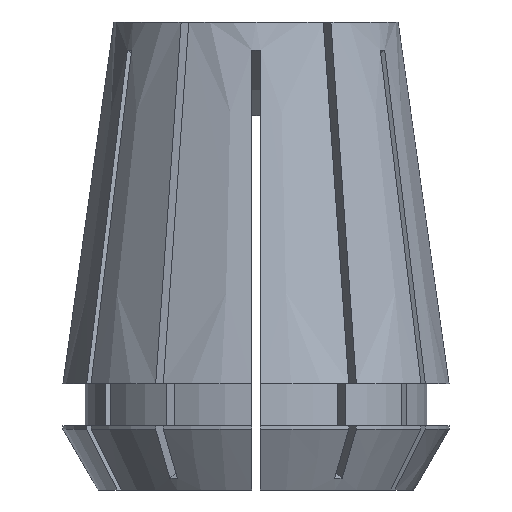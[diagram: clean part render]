
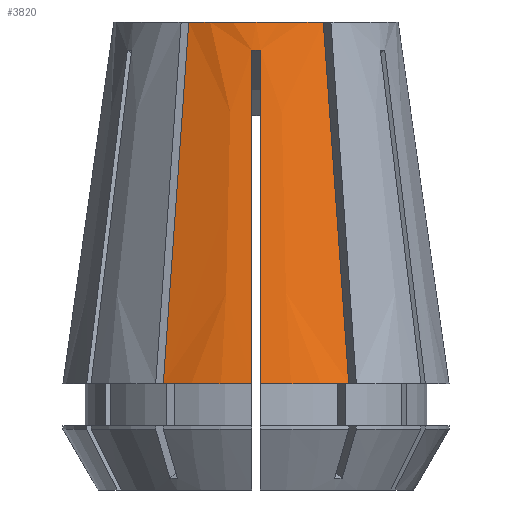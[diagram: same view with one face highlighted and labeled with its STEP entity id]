
A CAD part, front view. The second image highlights one B-rep face of the part: STEP entity #3820.
In plain terms, the highlighted conical face has half-angle 8 degrees and reference radius 16.5 mm.
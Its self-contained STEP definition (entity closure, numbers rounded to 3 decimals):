
#13 = CARTESIAN_POINT ( 'NONE',  ( 7.466, -13.681, -24.391 ) ) ;
#132 = ORIENTED_EDGE ( 'NONE', *, *, #2038, .T. ) ;
#286 = CONICAL_SURFACE ( 'NONE', #1426, 16.5, 0.14 ) ;
#310 = CARTESIAN_POINT ( 'NONE',  ( 7.237, -13.285, -21.136 ) ) ;
#626 = CARTESIAN_POINT ( 'NONE',  ( -7.695, -14.077, -27.645 ) ) ;
#655 = CIRCLE ( 'NONE', #1920, 12.158 ) ;
#665 = CARTESIAN_POINT ( 'NONE',  ( -5.751, -10.711, 0. ) ) ;
#690 = ORIENTED_EDGE ( 'NONE', *, *, #1871, .T. ) ;
#731 = EDGE_CURVE ( 'NONE', #1942, #1036, #655, .T. ) ;
#748 = CARTESIAN_POINT ( 'NONE',  ( 0., 0., -30.9 ) ) ;
#837 = B_SPLINE_CURVE_WITH_KNOTS ( 'NONE', 3,
 ( #2355, #3941, #3685, #3098 ),
 .UNSPECIFIED., .F., .F.,
 ( 4, 4 ),
 ( 0., 0.001 ),
 .UNSPECIFIED. ) ;
#884 = B_SPLINE_CURVE_WITH_KNOTS ( 'NONE', 3,
 ( #3473, #2545, #1515, #2210 ),
 .UNSPECIFIED., .F., .F.,
 ( 4, 4 ),
 ( 0.024, 0.052 ),
 .UNSPECIFIED. ) ;
#1036 = VERTEX_POINT ( 'NONE', #2562 ) ;
#1059 = DIRECTION ( 'NONE',  ( 1., 0., 0. ) ) ;
#1086 = CARTESIAN_POINT ( 'NONE',  ( 0.375, -12.49, -2.403 ) ) ;
#1099 = EDGE_CURVE ( 'NONE', #2636, #2478, #3864, .T. ) ;
#1112 = VERTEX_POINT ( 'NONE', #3661 ) ;
#1166 = ORIENTED_EDGE ( 'NONE', *, *, #2100, .F. ) ;
#1167 = B_SPLINE_CURVE_WITH_KNOTS ( 'NONE', 3,
 ( #3334, #3314, #3509, #1086 ),
 .UNSPECIFIED., .F., .F.,
 ( 4, 4 ),
 ( 0.024, 0.052 ),
 .UNSPECIFIED. ) ;
#1182 = EDGE_CURVE ( 'NONE', #1112, #3697, #884, .T. ) ;
#1335 = ORIENTED_EDGE ( 'NONE', *, *, #731, .F. ) ;
#1350 = VERTEX_POINT ( 'NONE', #3023 ) ;
#1360 = AXIS2_PLACEMENT_3D ( 'NONE', #748, #2900, #1059 ) ;
#1373 = EDGE_CURVE ( 'NONE', #2636, #1350, #1167, .T. ) ;
#1426 = AXIS2_PLACEMENT_3D ( 'NONE', #2892, #3454, #3760 ) ;
#1515 = CARTESIAN_POINT ( 'NONE',  ( -0.375, -13.825, -11.902 ) ) ;
#1590 = CARTESIAN_POINT ( 'NONE',  ( 6.742, -12.427, -14.091 ) ) ;
#1871 = EDGE_CURVE ( 'NONE', #3697, #1350, #837, .T. ) ;
#1883 = VERTEX_POINT ( 'NONE', #1891 ) ;
#1891 = CARTESIAN_POINT ( 'NONE',  ( -7.923, -14.474, -30.9 ) ) ;
#1919 = CARTESIAN_POINT ( 'NONE',  ( -7.466, -13.681, -24.391 ) ) ;
#1920 = AXIS2_PLACEMENT_3D ( 'NONE', #2207, #2527, #2229 ) ;
#1942 = VERTEX_POINT ( 'NONE', #3963 ) ;
#2035 = ORIENTED_EDGE ( 'NONE', *, *, #1373, .F. ) ;
#2038 = EDGE_CURVE ( 'NONE', #1942, #1883, #2719, .T. ) ;
#2100 = EDGE_CURVE ( 'NONE', #1036, #2478, #2368, .T. ) ;
#2130 = ORIENTED_EDGE ( 'NONE', *, *, #1099, .T. ) ;
#2158 = CARTESIAN_POINT ( 'NONE',  ( 7.695, -14.077, -27.645 ) ) ;
#2166 = EDGE_CURVE ( 'NONE', #1883, #1112, #3848, .T. ) ;
#2207 = CARTESIAN_POINT ( 'NONE',  ( 0., 0., 0. ) ) ;
#2210 = CARTESIAN_POINT ( 'NONE',  ( -0.375, -12.49, -2.403 ) ) ;
#2229 = DIRECTION ( 'NONE',  ( 1., 0., 0. ) ) ;
#2250 = EDGE_LOOP ( 'NONE', ( #1166, #1335, #132, #3466, #3056, #690, #2035, #2130 ) ) ;
#2355 = CARTESIAN_POINT ( 'NONE',  ( -0.375, -12.49, -2.403 ) ) ;
#2368 = B_SPLINE_CURVE_WITH_KNOTS ( 'NONE', 3,
 ( #3149, #2833, #1590, #310, #13, #2158, #2771 ),
 .UNSPECIFIED., .F., .F.,
 ( 4, 3, 4 ),
 ( 0., 0.021, 0.031 ),
 .UNSPECIFIED. ) ;
#2469 = CARTESIAN_POINT ( 'NONE',  ( -6.742, -12.427, -14.091 ) ) ;
#2478 = VERTEX_POINT ( 'NONE', #2480 ) ;
#2480 = CARTESIAN_POINT ( 'NONE',  ( 7.923, -14.474, -30.9 ) ) ;
#2527 = DIRECTION ( 'NONE',  ( 0., 0., 1. ) ) ;
#2545 = CARTESIAN_POINT ( 'NONE',  ( -0.375, -15.161, -21.401 ) ) ;
#2562 = CARTESIAN_POINT ( 'NONE',  ( 5.751, -10.711, 0. ) ) ;
#2636 = VERTEX_POINT ( 'NONE', #3860 ) ;
#2637 = AXIS2_PLACEMENT_3D ( 'NONE', #3140, #3357, #3182 ) ;
#2719 = B_SPLINE_CURVE_WITH_KNOTS ( 'NONE', 3,
 ( #665, #3432, #2469, #3455, #1919, #626, #3715 ),
 .UNSPECIFIED., .F., .F.,
 ( 4, 3, 4 ),
 ( 0., 0.021, 0.031 ),
 .UNSPECIFIED. ) ;
#2771 = CARTESIAN_POINT ( 'NONE',  ( 7.923, -14.474, -30.9 ) ) ;
#2827 = FACE_OUTER_BOUND ( 'NONE', #2250, .T. ) ;
#2833 = CARTESIAN_POINT ( 'NONE',  ( 6.246, -11.569, -7.045 ) ) ;
#2892 = CARTESIAN_POINT ( 'NONE',  ( 0., 0., -30.9 ) ) ;
#2900 = DIRECTION ( 'NONE',  ( 0., 0., 1. ) ) ;
#3023 = CARTESIAN_POINT ( 'NONE',  ( 0.375, -12.49, -2.403 ) ) ;
#3056 = ORIENTED_EDGE ( 'NONE', *, *, #1182, .T. ) ;
#3098 = CARTESIAN_POINT ( 'NONE',  ( 0.375, -12.49, -2.403 ) ) ;
#3140 = CARTESIAN_POINT ( 'NONE',  ( 0., 0., -30.9 ) ) ;
#3149 = CARTESIAN_POINT ( 'NONE',  ( 5.751, -10.711, 0. ) ) ;
#3182 = DIRECTION ( 'NONE',  ( 1., 0., 0. ) ) ;
#3314 = CARTESIAN_POINT ( 'NONE',  ( 0.375, -15.161, -21.401 ) ) ;
#3334 = CARTESIAN_POINT ( 'NONE',  ( 0.375, -16.496, -30.9 ) ) ;
#3357 = DIRECTION ( 'NONE',  ( 0., 0., 1. ) ) ;
#3432 = CARTESIAN_POINT ( 'NONE',  ( -6.246, -11.569, -7.045 ) ) ;
#3454 = DIRECTION ( 'NONE',  ( 0., 0., -1. ) ) ;
#3455 = CARTESIAN_POINT ( 'NONE',  ( -7.237, -13.285, -21.136 ) ) ;
#3466 = ORIENTED_EDGE ( 'NONE', *, *, #2166, .T. ) ;
#3473 = CARTESIAN_POINT ( 'NONE',  ( -0.375, -16.496, -30.9 ) ) ;
#3509 = CARTESIAN_POINT ( 'NONE',  ( 0.375, -13.825, -11.902 ) ) ;
#3661 = CARTESIAN_POINT ( 'NONE',  ( -0.375, -16.496, -30.9 ) ) ;
#3685 = CARTESIAN_POINT ( 'NONE',  ( 0.125, -12.497, -2.399 ) ) ;
#3693 = CARTESIAN_POINT ( 'NONE',  ( -0.375, -12.49, -2.403 ) ) ;
#3697 = VERTEX_POINT ( 'NONE', #3693 ) ;
#3715 = CARTESIAN_POINT ( 'NONE',  ( -7.923, -14.474, -30.9 ) ) ;
#3760 = DIRECTION ( 'NONE',  ( -1., 0., 0. ) ) ;
#3820 = ADVANCED_FACE ( 'NONE', ( #2827 ), #286, .T. ) ;
#3848 = CIRCLE ( 'NONE', #1360, 16.5 ) ;
#3860 = CARTESIAN_POINT ( 'NONE',  ( 0.375, -16.496, -30.9 ) ) ;
#3864 = CIRCLE ( 'NONE', #2637, 16.5 ) ;
#3941 = CARTESIAN_POINT ( 'NONE',  ( -0.125, -12.497, -2.399 ) ) ;
#3963 = CARTESIAN_POINT ( 'NONE',  ( -5.751, -10.711, 0. ) ) ;
